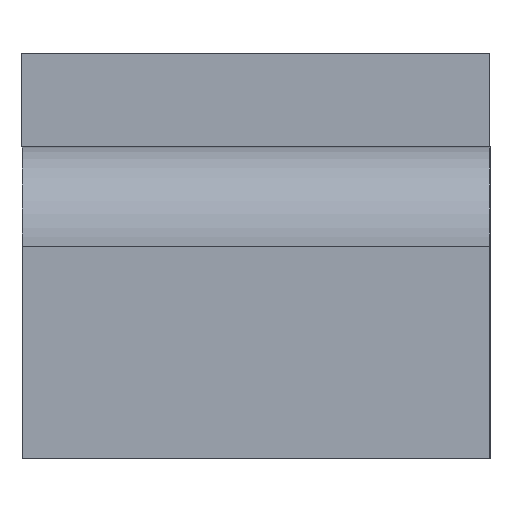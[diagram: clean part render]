
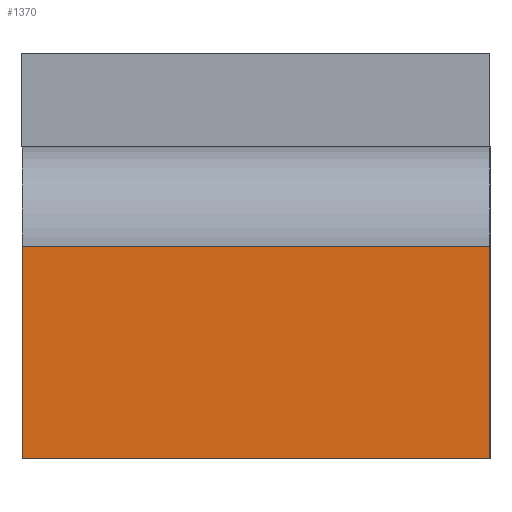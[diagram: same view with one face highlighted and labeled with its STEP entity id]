
A CAD part, left-side view. The second image highlights one B-rep face of the part: STEP entity #1370.
In plain terms, the highlighted free-form (B-spline) face has degree [1, 1] with [2, 2] control points.
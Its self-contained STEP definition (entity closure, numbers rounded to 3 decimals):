
#986=CARTESIAN_POINT('',(-20.0,-7.5,-10.0));
#987=VERTEX_POINT('',#986);
#988=CARTESIAN_POINT('',(-20.0,-7.5,-3.2));
#989=VERTEX_POINT('',#988);
#990=CARTESIAN_POINT('',(-20.0,-7.5,-10.0));
#991=CARTESIAN_POINT('',(-20.0,-7.5,-3.2));
#992=QUASI_UNIFORM_CURVE('',1,(#990,#991),.UNSPECIFIED.,.F.,.U.);
#993=EDGE_CURVE('',#987,#989,#992,.T.);
#1080=CARTESIAN_POINT('',(-20.0,7.5,-10.0));
#1081=VERTEX_POINT('',#1080);
#1082=CARTESIAN_POINT('',(-20.0,7.5,-3.2));
#1083=VERTEX_POINT('',#1082);
#1084=CARTESIAN_POINT('',(-20.0,7.5,-10.0));
#1085=CARTESIAN_POINT('',(-20.0,7.5,-3.2));
#1086=QUASI_UNIFORM_CURVE('',1,(#1084,#1085),.UNSPECIFIED.,.F.,.U.);
#1087=EDGE_CURVE('',#1081,#1083,#1086,.T.);
#1175=CARTESIAN_POINT('',(-20.0,7.5,-10.0));
#1176=CARTESIAN_POINT('',(-20.0,-7.5,-10.0));
#1177=QUASI_UNIFORM_CURVE('',1,(#1175,#1176),.UNSPECIFIED.,.F.,.U.);
#1178=EDGE_CURVE('',#1081,#987,#1177,.T.);
#1351=CARTESIAN_POINT('',(-20.0,7.5,-3.2));
#1352=CARTESIAN_POINT('',(-20.0,-7.5,-3.2));
#1353=QUASI_UNIFORM_CURVE('',1,(#1351,#1352),.UNSPECIFIED.,.F.,.U.);
#1354=EDGE_CURVE('',#1083,#989,#1353,.T.);
#1359=CARTESIAN_POINT('',(-20.0,-8.249,-2.86));
#1360=CARTESIAN_POINT('',(-20.0,-8.249,-10.34));
#1361=CARTESIAN_POINT('',(-20.0,8.249,-2.86));
#1362=CARTESIAN_POINT('',(-20.0,8.249,-10.34));
#1363=B_SPLINE_SURFACE_WITH_KNOTS('',1,1,((#1359,#1361),(#1360,#1362)),.UNSPECIFIED.,.F.,.F.,.U.,(2,2),(2,2),(0.0,7.479),(0.0,16.499),.UNSPECIFIED.);
#1364=ORIENTED_EDGE('',*,*,#993,.T.);
#1365=ORIENTED_EDGE('',*,*,#1354,.F.);
#1366=ORIENTED_EDGE('',*,*,#1087,.F.);
#1367=ORIENTED_EDGE('',*,*,#1178,.T.);
#1368=EDGE_LOOP('',(#1364,#1365,#1366,#1367));
#1369=FACE_OUTER_BOUND('',#1368,.T.);
#1370=ADVANCED_FACE('',(#1369),#1363,.F.);
